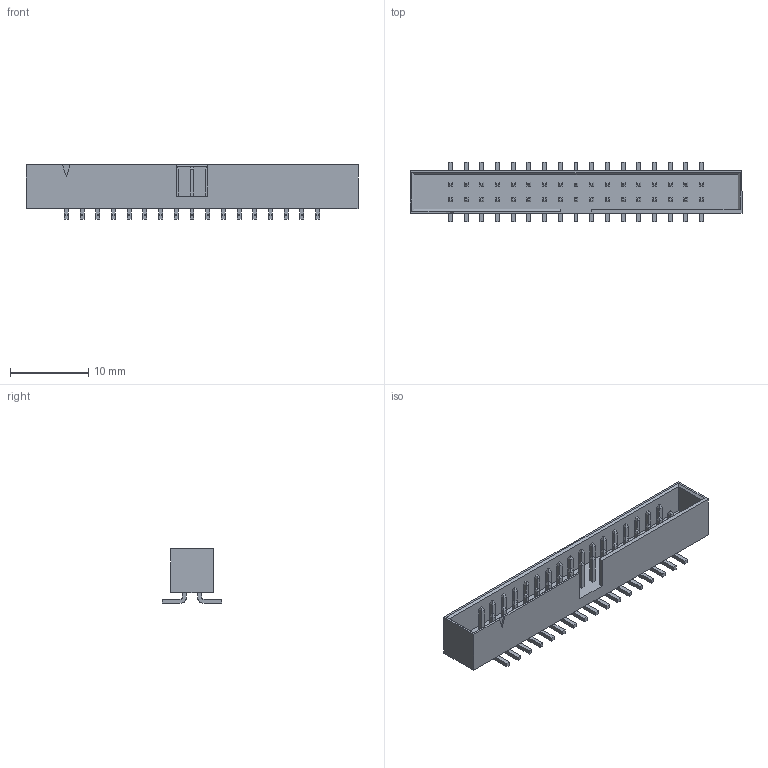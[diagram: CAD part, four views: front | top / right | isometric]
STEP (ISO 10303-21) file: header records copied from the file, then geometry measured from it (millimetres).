
FILE_DESCRIPTION((''),'2;1');
FILE_NAME('SULLINS_SBH21-NBPN-D17-SM-BK.stp','2014-11-20T13:10:35',(''),(''),'Mechanical Desktop 2011','Mechanical Desktop 2011',', , ');
FILE_SCHEMA(('AUTOMOTIVE_DESIGN { 1 2 10303 214 1 1 1 1 }'));
Length unit declared in the file: millimetre
Products named in the file (1): Product
Bounding box: 42.3 x 7.6 x 6.95 mm (x, y, z)
Volume: 604.5 mm3; surface area: 1852.4 mm2
Topology: 69 solids, 69 shells, 701 faces, 1550 edges, 987 vertices
Faces by surface type: plane 463, bspline 204, cylinder 34
Entity records: 19281 total; most frequent: CARTESIAN_POINT 4327, ORIENTED_EDGE 3100, DIRECTION 2682, EDGE_CURVE 1550, VECTOR 1414, LINE 1414, VERTEX_POINT 987, EDGE_LOOP 701
